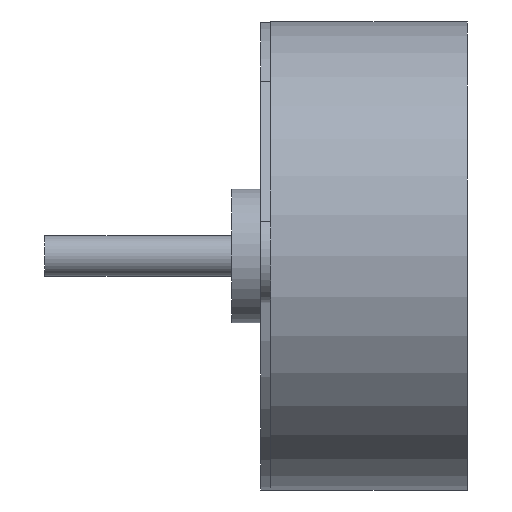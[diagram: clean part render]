
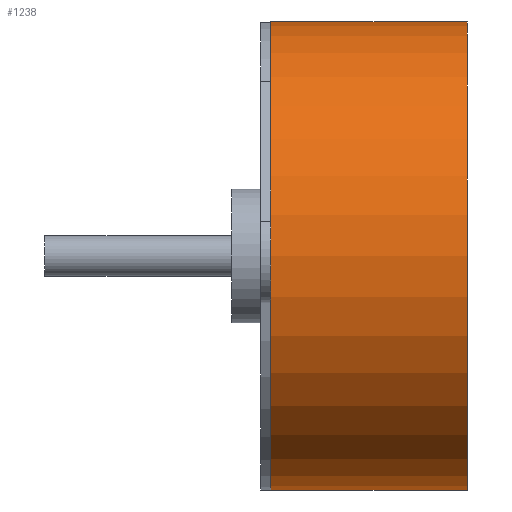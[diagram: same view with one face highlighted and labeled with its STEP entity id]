
A CAD part, left-side view. The second image highlights one B-rep face of the part: STEP entity #1238.
In plain terms, the highlighted cylindrical face has radius 17.5 mm (diameter 35 mm), a partial arc.
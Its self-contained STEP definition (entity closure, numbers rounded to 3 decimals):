
#5 = EDGE_LOOP ( 'NONE', ( #922, #846, #73, #539 ) ) ;
#52 = DIRECTION ( 'NONE',  ( 0., 1., 0. ) ) ;
#73 = ORIENTED_EDGE ( 'NONE', *, *, #515, .T. ) ;
#251 = VECTOR ( 'NONE', #52, 1000. ) ;
#350 = DIRECTION ( 'NONE',  ( 0., 1., 0. ) ) ;
#360 = VERTEX_POINT ( 'NONE', #1320 ) ;
#421 = CARTESIAN_POINT ( 'NONE',  ( 0., 0., 0. ) ) ;
#450 = CARTESIAN_POINT ( 'NONE',  ( 0., -14.7, -17.5 ) ) ;
#469 = CARTESIAN_POINT ( 'NONE',  ( 0., -14.7, -17.5 ) ) ;
#491 = FACE_OUTER_BOUND ( 'NONE', #5, .T. ) ;
#515 = EDGE_CURVE ( 'NONE', #360, #1268, #1240, .T. ) ;
#523 = AXIS2_PLACEMENT_3D ( 'NONE', #783, #681, #673 ) ;
#538 = CARTESIAN_POINT ( 'NONE',  ( 0., -14.7, 17.5 ) ) ;
#539 = ORIENTED_EDGE ( 'NONE', *, *, #1023, .T. ) ;
#622 = CARTESIAN_POINT ( 'NONE',  ( 0., -14.7, 0. ) ) ;
#639 = EDGE_CURVE ( 'NONE', #1084, #1273, #1097, .T. ) ;
#673 = DIRECTION ( 'NONE',  ( 0., 0., 1. ) ) ;
#681 = DIRECTION ( 'NONE',  ( 0., 1., 0. ) ) ;
#708 = CYLINDRICAL_SURFACE ( 'NONE', #523, 17.5 ) ;
#777 = CARTESIAN_POINT ( 'NONE',  ( 0., 0., -17.5 ) ) ;
#783 = CARTESIAN_POINT ( 'NONE',  ( 0., -14.7, 0. ) ) ;
#811 = VECTOR ( 'NONE', #350, 1000. ) ;
#846 = ORIENTED_EDGE ( 'NONE', *, *, #911, .F. ) ;
#849 = DIRECTION ( 'NONE',  ( 0., 0., -1. ) ) ;
#851 = AXIS2_PLACEMENT_3D ( 'NONE', #622, #1235, #1218 ) ;
#911 = EDGE_CURVE ( 'NONE', #360, #1084, #1297, .T. ) ;
#922 = ORIENTED_EDGE ( 'NONE', *, *, #639, .F. ) ;
#931 = CIRCLE ( 'NONE', #1118, 17.5 ) ;
#1023 = EDGE_CURVE ( 'NONE', #1268, #1273, #931, .T. ) ;
#1084 = VERTEX_POINT ( 'NONE', #450 ) ;
#1097 = LINE ( 'NONE', #469, #251 ) ;
#1118 = AXIS2_PLACEMENT_3D ( 'NONE', #421, #1144, #849 ) ;
#1144 = DIRECTION ( 'NONE',  ( 0., -1., 0. ) ) ;
#1198 = CARTESIAN_POINT ( 'NONE',  ( 0., 0., 17.5 ) ) ;
#1218 = DIRECTION ( 'NONE',  ( 0., 0., -1. ) ) ;
#1235 = DIRECTION ( 'NONE',  ( 0., -1., 0. ) ) ;
#1238 = ADVANCED_FACE ( 'NONE', ( #491 ), #708, .T. ) ;
#1240 = LINE ( 'NONE', #538, #811 ) ;
#1268 = VERTEX_POINT ( 'NONE', #1198 ) ;
#1273 = VERTEX_POINT ( 'NONE', #777 ) ;
#1297 = CIRCLE ( 'NONE', #851, 17.5 ) ;
#1320 = CARTESIAN_POINT ( 'NONE',  ( 0., -14.7, 17.5 ) ) ;
